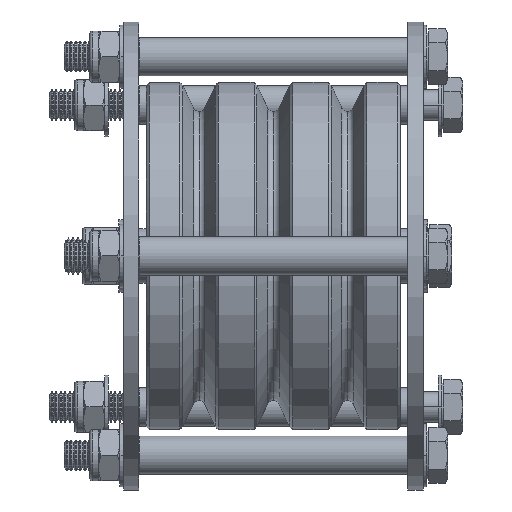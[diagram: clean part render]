
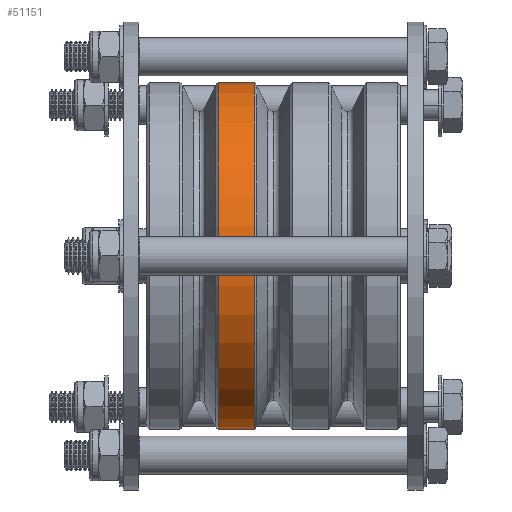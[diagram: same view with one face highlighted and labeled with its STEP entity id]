
A CAD part, front view. The second image highlights one B-rep face of the part: STEP entity #51151.
In plain terms, the highlighted cylindrical face has radius 57.5 mm (diameter 115 mm), a partial arc.
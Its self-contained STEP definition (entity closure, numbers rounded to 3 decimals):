
#4537 = AXIS2_PLACEMENT_3D ( 'NONE', #22919, #51397, #17168 ) ;
#5281 = ORIENTED_EDGE ( 'NONE', *, *, #64390, .T. ) ;
#6361 = VERTEX_POINT ( 'NONE', #62006 ) ;
#7349 = CIRCLE ( 'NONE', #4537, 57.5 ) ;
#10556 = LINE ( 'NONE', #44413, #58031 ) ;
#11447 = VERTEX_POINT ( 'NONE', #71259 ) ;
#13059 = CIRCLE ( 'NONE', #20394, 57.5 ) ;
#13121 = EDGE_CURVE ( 'NONE', #11447, #24068, #30934, .T. ) ;
#14925 = ORIENTED_EDGE ( 'NONE', *, *, #15331, .T. ) ;
#15331 = EDGE_CURVE ( 'NONE', #24068, #6361, #13059, .T. ) ;
#17040 = VERTEX_POINT ( 'NONE', #72065 ) ;
#17168 = DIRECTION ( 'NONE',  ( 0., 0., 1. ) ) ;
#18687 = AXIS2_PLACEMENT_3D ( 'NONE', #48267, #42741, #71431 ) ;
#20394 = AXIS2_PLACEMENT_3D ( 'NONE', #57042, #22280, #28032 ) ;
#22280 = DIRECTION ( 'NONE',  ( 1., 0., 0. ) ) ;
#22890 = VECTOR ( 'NONE', #73323, 1000. ) ;
#22919 = CARTESIAN_POINT ( 'NONE',  ( -6.37, 0., 0. ) ) ;
#24068 = VERTEX_POINT ( 'NONE', #73876 ) ;
#28032 = DIRECTION ( 'NONE',  ( 0., 0., -1. ) ) ;
#28609 = ORIENTED_EDGE ( 'NONE', *, *, #71571, .F. ) ;
#30934 = LINE ( 'NONE', #50628, #22890 ) ;
#33587 = CYLINDRICAL_SURFACE ( 'NONE', #18687, 57.5 ) ;
#42741 = DIRECTION ( 'NONE',  ( -1., 0., 0. ) ) ;
#44413 = CARTESIAN_POINT ( 'NONE',  ( -125.022, 0., -57.5 ) ) ;
#45902 = ORIENTED_EDGE ( 'NONE', *, *, #13121, .T. ) ;
#48267 = CARTESIAN_POINT ( 'NONE',  ( -125.022, 0., 0. ) ) ;
#48823 = FACE_OUTER_BOUND ( 'NONE', #67956, .T. ) ;
#50157 = DIRECTION ( 'NONE',  ( -1., 0., 0. ) ) ;
#50628 = CARTESIAN_POINT ( 'NONE',  ( -125.022, 0., 57.5 ) ) ;
#51151 = ADVANCED_FACE ( 'NONE', ( #48823 ), #33587, .T. ) ;
#51397 = DIRECTION ( 'NONE',  ( -1., 0., 0. ) ) ;
#57042 = CARTESIAN_POINT ( 'NONE',  ( -18.22, 0., 0. ) ) ;
#58031 = VECTOR ( 'NONE', #50157, 1000. ) ;
#62006 = CARTESIAN_POINT ( 'NONE',  ( -18.22, 0., -57.5 ) ) ;
#64390 = EDGE_CURVE ( 'NONE', #17040, #11447, #7349, .T. ) ;
#67956 = EDGE_LOOP ( 'NONE', ( #28609, #5281, #45902, #14925 ) ) ;
#71259 = CARTESIAN_POINT ( 'NONE',  ( -6.37, 0., 57.5 ) ) ;
#71431 = DIRECTION ( 'NONE',  ( 0., 0., 1. ) ) ;
#71571 = EDGE_CURVE ( 'NONE', #17040, #6361, #10556, .T. ) ;
#72065 = CARTESIAN_POINT ( 'NONE',  ( -6.37, 0., -57.5 ) ) ;
#73323 = DIRECTION ( 'NONE',  ( -1., 0., 0. ) ) ;
#73876 = CARTESIAN_POINT ( 'NONE',  ( -18.22, 0., 57.5 ) ) ;
